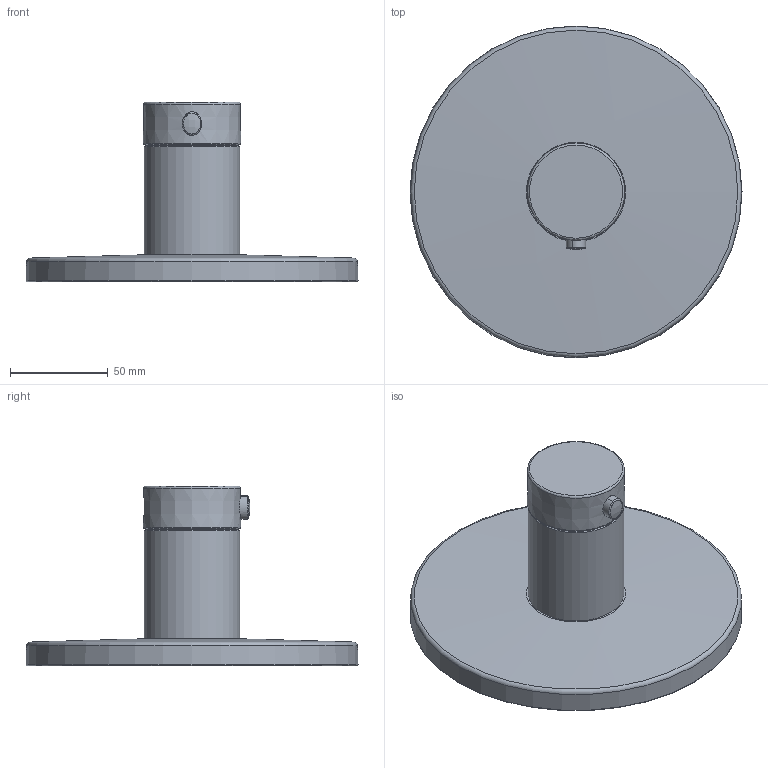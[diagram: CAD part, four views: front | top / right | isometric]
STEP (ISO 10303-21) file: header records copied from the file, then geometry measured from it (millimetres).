
FILE_DESCRIPTION (( 'STEP AP203' ), '1' );
FILE_NAME ('40569083.STEP', '2017-03-09T05:52:50', ( '' ), ( '' ), 'SwSTEP 2.0', 'SolidWorks 2016', '' );
FILE_SCHEMA (( 'CONFIG_CONTROL_DESIGN' ));
Length unit declared in the file: millimetre
Products named in the file (1): 40569083
Bounding box: 170 x 170 x 92.02 mm (x, y, z)
Volume: 443687.2 mm3; surface area: 64304.8 mm2
Topology: 1 solids, 1 shells, 21 faces, 48 edges, 34 vertices
Faces by surface type: bspline 6, torus 5, plane 4, cylinder 2, cone 2, sphere 2
Full cylindrical faces by diameter (mm): 42.79 x1, 49 x1
Entity records: 942 total; most frequent: CARTESIAN_POINT 486, ORIENTED_EDGE 74, DIRECTION 60, EDGE_CURVE 37, EDGE_LOOP 35, VERTEX_POINT 32, AXIS2_PLACEMENT_3D 30, FACE_OUTER_BOUND 29
